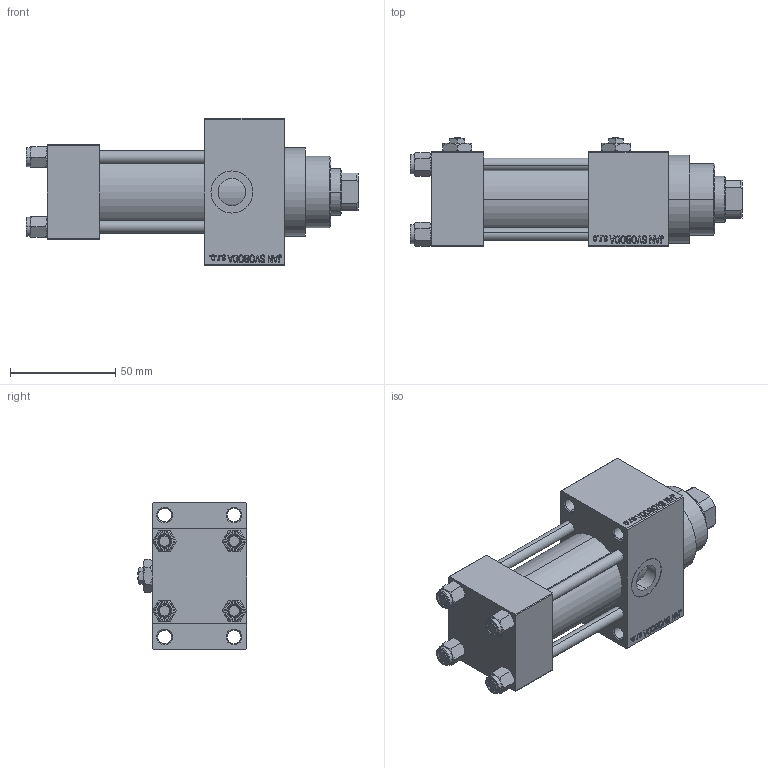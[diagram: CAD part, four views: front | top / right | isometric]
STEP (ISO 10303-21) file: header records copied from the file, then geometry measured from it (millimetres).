
FILE_DESCRIPTION (( 'STEP AP203' ), '1' );
FILE_NAME ('51fc.STEP', '2024-01-31T13:47:21', ( '' ), ( '' ), 'SwSTEP 2.0', 'SolidWorks 2019', '' );
FILE_SCHEMA (( 'CONFIG_CONTROL_DESIGN' ));
Length unit declared in the file: millimetre
Products named in the file (7): Zatka_pro_OIL_PORT 38669242c73e42253b6e6349bdb9cac1; V215CR_VCP_D 38669242c73e42253b6e6349bdb9cac1; V215CR_D_Body 38669242c73e42253b6e6349bdb9cac1; V215CR_D_TYCINKA 38669242c73e42253b6e6349bdb9cac1; 51fc; NUT_M5_D 38669242c73e42253b6e6349bdb9cac1; V215_VC_A 38669242c73e42253b6e6349bdb9cac1
Assembly tree (13 placements, depth 2):
  51fc
    V215CR_D_Body 38669242c73e42253b6e6349bdb9cac1
    V215CR_VCP_D 38669242c73e42253b6e6349bdb9cac1
    NUT_M5_D 38669242c73e42253b6e6349bdb9cac1  x4
    V215CR_D_TYCINKA 38669242c73e42253b6e6349bdb9cac1  x4
    V215_VC_A 38669242c73e42253b6e6349bdb9cac1
    Zatka_pro_OIL_PORT 38669242c73e42253b6e6349bdb9cac1  x2
Bounding box: 158 x 52 x 70 mm (x, y, z)
Volume: 243696.3 mm3; surface area: 81130.3 mm2
Topology: 13 solids, 13 shells, 1201 faces, 2972 edges, 1914 vertices
Faces by surface type: plane 542, bspline 368, cone 184, cylinder 99, torus 8
Entity records: 49121 total; most frequent: CARTESIAN_POINT 25662, ORIENTED_EDGE 5244, DIRECTION 3424, EDGE_CURVE 2622, VERTEX_POINT 1712, VECTOR 1548, LINE 1548, EDGE_LOOP 1178
